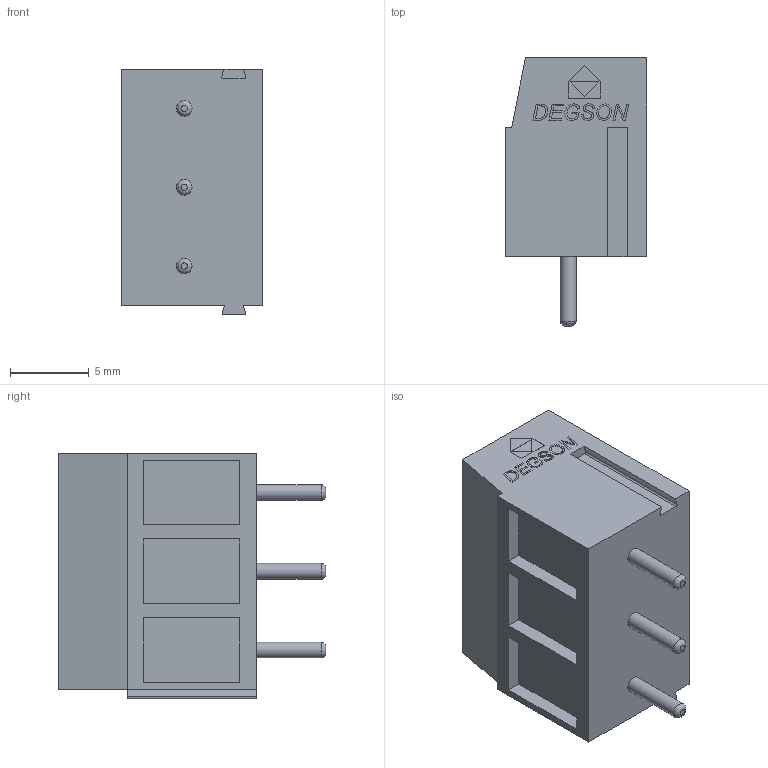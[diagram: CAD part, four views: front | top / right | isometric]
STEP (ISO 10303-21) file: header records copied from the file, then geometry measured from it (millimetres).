
FILE_DESCRIPTION(/* description */ (''),/* implementation_level */ '2;1');
FILE_NAME(/* name */ 'DG300-5.0-03P-1Y-00A(H).stp',/* time_stamp */ '2020-05-26T19:43:47+08:00',/* author */ (''),/* organization */ (''),/* preprocessor_version */ 'ST-DEVELOPER v15',/* originating_system */ 'SIEMENS PLM Software NX 8.5',/* authorisation */ '');
FILE_SCHEMA (('AP203_CONFIGURATION_CONTROLLED_3D_DESIGN_OF_MECHANICAL_PARTS_AND_ASSEMBLIES_MIM_LF { 1 0 10303 403 2 1 2}'));
Length unit declared in the file: millimetre
Products named in the file (1): FOB046C2496xdly
Bounding box: 9 x 17 x 15.6 mm (x, y, z)
Volume: 1490.9 mm3; surface area: 1256.8 mm2
Topology: 1 solids, 1 shells, 458 faces, 1260 edges, 832 vertices
Faces by surface type: plane 405, cylinder 25, torus 15, cone 10, bspline 3
Full cylindrical faces by diameter (mm): 1 x3, 2.9 x3
Entity records: 14595 total; most frequent: CARTESIAN_POINT 2884, ORIENTED_EDGE 2484, DIRECTION 2220, EDGE_CURVE 1242, LINE 1126, VECTOR 1126, VERTEX_POINT 829, AXIS2_PLACEMENT_3D 547
